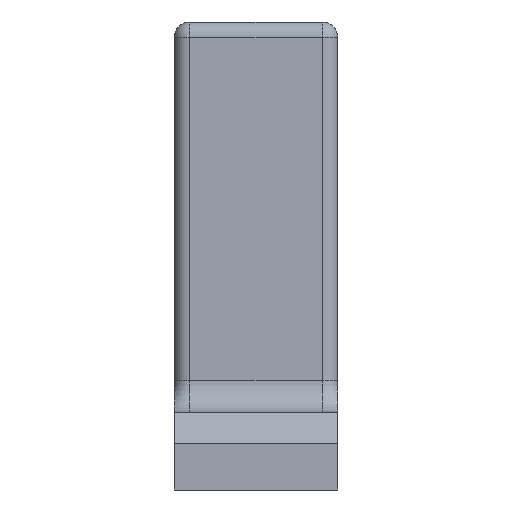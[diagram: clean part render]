
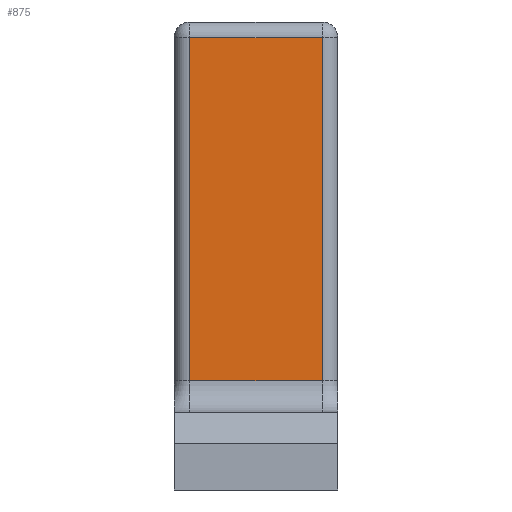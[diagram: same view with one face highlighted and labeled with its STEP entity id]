
A CAD part, front view. The second image highlights one B-rep face of the part: STEP entity #875.
In plain terms, the highlighted planar face has unit normal (0, -1, 0).
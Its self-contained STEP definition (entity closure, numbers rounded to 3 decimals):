
#130=FACE_OUTER_BOUND('',#188,.T.);
#188=EDGE_LOOP('',(#702,#703,#704,#705));
#260=LINE('',#1449,#338);
#262=LINE('',#1466,#340);
#273=LINE('',#1518,#351);
#274=LINE('',#1519,#352);
#338=VECTOR('',#1126,10.);
#340=VECTOR('',#1136,10.);
#351=VECTOR('',#1199,10.);
#352=VECTOR('',#1200,10.);
#414=VERTEX_POINT('',#1443);
#415=VERTEX_POINT('',#1447);
#418=VERTEX_POINT('',#1464);
#433=VERTEX_POINT('',#1517);
#503=EDGE_CURVE('',#415,#414,#260,.T.);
#508=EDGE_CURVE('',#418,#415,#262,.T.);
#534=EDGE_CURVE('',#433,#418,#273,.T.);
#535=EDGE_CURVE('',#414,#433,#274,.T.);
#702=ORIENTED_EDGE('',*,*,#503,.F.);
#703=ORIENTED_EDGE('',*,*,#508,.F.);
#704=ORIENTED_EDGE('',*,*,#534,.F.);
#705=ORIENTED_EDGE('',*,*,#535,.F.);
#834=PLANE('',#976);
#875=ADVANCED_FACE('',(#130),#834,.T.);
#976=AXIS2_PLACEMENT_3D('',#1516,#1197,#1198);
#1126=DIRECTION('',(-1.,0.,0.));
#1136=DIRECTION('',(0.,0.,-1.));
#1197=DIRECTION('center_axis',(0.,-1.,0.));
#1198=DIRECTION('ref_axis',(0.,0.,-1.));
#1199=DIRECTION('',(1.,0.,0.));
#1200=DIRECTION('',(0.,0.,1.));
#1443=CARTESIAN_POINT('',(-1.7,-9.1,17.1));
#1447=CARTESIAN_POINT('',(1.7,-9.1,17.1));
#1449=CARTESIAN_POINT('',(-2.1,-9.1,17.1));
#1464=CARTESIAN_POINT('',(1.7,-9.1,25.9));
#1466=CARTESIAN_POINT('',(1.7,-9.1,23.3));
#1516=CARTESIAN_POINT('Origin',(-2.1,-9.1,26.3));
#1517=CARTESIAN_POINT('',(-1.7,-9.1,25.9));
#1518=CARTESIAN_POINT('',(-2.1,-9.1,25.9));
#1519=CARTESIAN_POINT('',(-1.7,-9.1,23.3));
